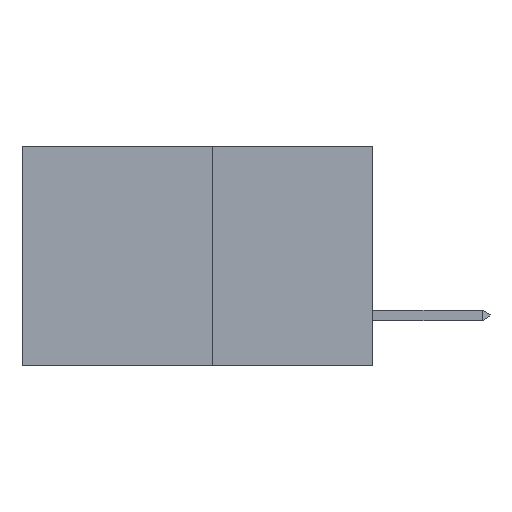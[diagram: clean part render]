
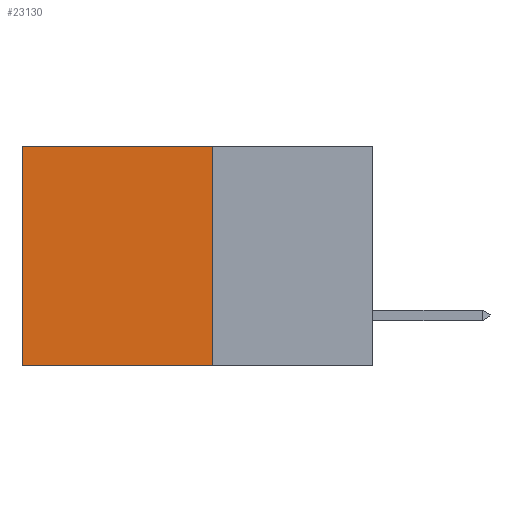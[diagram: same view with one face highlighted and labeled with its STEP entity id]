
A CAD part, left-side view. The second image highlights one B-rep face of the part: STEP entity #23130.
In plain terms, the highlighted planar face has unit normal (-1, 0, 0).
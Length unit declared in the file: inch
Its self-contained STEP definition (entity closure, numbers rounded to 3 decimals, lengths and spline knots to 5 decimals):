
#397 = CARTESIAN_POINT ( 'NONE',  ( 0.277, 0.27, -0.37 ) ) ;
#633 = ORIENTED_EDGE ( 'NONE', *, *, #3997, .F. ) ;
#912 = VECTOR ( 'NONE', #2559, 39.37008 ) ;
#1399 = EDGE_CURVE ( 'NONE', #12697, #5497, #22054, .T. ) ;
#1711 = EDGE_CURVE ( 'NONE', #20475, #12697, #10544, .T. ) ;
#2559 = DIRECTION ( 'NONE',  ( 0., 1., 0. ) ) ;
#3190 = ORIENTED_EDGE ( 'NONE', *, *, #15282, .F. ) ;
#3393 = VECTOR ( 'NONE', #22047, 39.37008 ) ;
#3489 = LINE ( 'NONE', #4547, #22563 ) ;
#3997 = EDGE_CURVE ( 'NONE', #20475, #22442, #8761, .T. ) ;
#4042 = PLANE ( 'NONE',  #4260 ) ;
#4260 = AXIS2_PLACEMENT_3D ( 'NONE', #7593, #16632, #5858 ) ;
#4547 = CARTESIAN_POINT ( 'NONE',  ( 0.277, 0.27, -0.37 ) ) ;
#5160 = ORIENTED_EDGE ( 'NONE', *, *, #1399, .T. ) ;
#5497 = VERTEX_POINT ( 'NONE', #19093 ) ;
#5858 = DIRECTION ( 'NONE',  ( 0., 0., -1. ) ) ;
#7187 = CARTESIAN_POINT ( 'NONE',  ( 0.277, 0.27, -0.37 ) ) ;
#7593 = CARTESIAN_POINT ( 'NONE',  ( 0.277, 0.27, -0.37 ) ) ;
#8761 = LINE ( 'NONE', #7187, #3393 ) ;
#10544 = LINE ( 'NONE', #14827, #912 ) ;
#10852 = EDGE_LOOP ( 'NONE', ( #5160, #3190, #633, #12864 ) ) ;
#11088 = DIRECTION ( 'NONE',  ( 0., 0., -1. ) ) ;
#12697 = VERTEX_POINT ( 'NONE', #18798 ) ;
#12864 = ORIENTED_EDGE ( 'NONE', *, *, #1711, .T. ) ;
#14463 = CARTESIAN_POINT ( 'NONE',  ( 0.277, 0.27, 0. ) ) ;
#14827 = CARTESIAN_POINT ( 'NONE',  ( 0.277, 0.27, 0. ) ) ;
#15282 = EDGE_CURVE ( 'NONE', #22442, #5497, #3489, .T. ) ;
#16632 = DIRECTION ( 'NONE',  ( 1., 0., 0. ) ) ;
#18798 = CARTESIAN_POINT ( 'NONE',  ( 0.277, 0.59, 0. ) ) ;
#18908 = DIRECTION ( 'NONE',  ( 0., 1., 0. ) ) ;
#18932 = FACE_OUTER_BOUND ( 'NONE', #10852, .T. ) ;
#19093 = CARTESIAN_POINT ( 'NONE',  ( 0.277, 0.59, -0.37 ) ) ;
#19542 = CARTESIAN_POINT ( 'NONE',  ( 0.277, 0.59, -0.37 ) ) ;
#20475 = VERTEX_POINT ( 'NONE', #14463 ) ;
#21488 = VECTOR ( 'NONE', #11088, 39.37008 ) ;
#22047 = DIRECTION ( 'NONE',  ( 0., 0., -1. ) ) ;
#22054 = LINE ( 'NONE', #19542, #21488 ) ;
#22442 = VERTEX_POINT ( 'NONE', #397 ) ;
#22563 = VECTOR ( 'NONE', #18908, 39.37008 ) ;
#23130 = ADVANCED_FACE ( 'NONE', ( #18932 ), #4042, .F. ) ;
